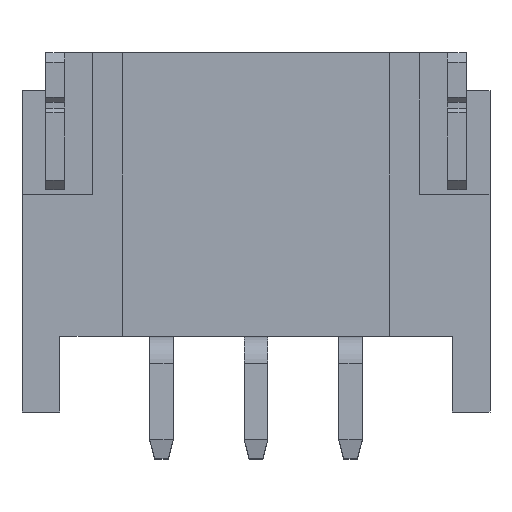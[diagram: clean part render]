
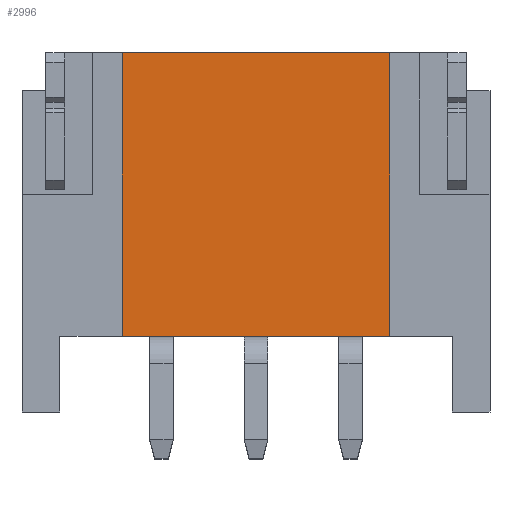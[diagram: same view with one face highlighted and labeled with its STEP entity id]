
A CAD part, front view. The second image highlights one B-rep face of the part: STEP entity #2996.
In plain terms, the highlighted planar face has unit normal (0, -1, 0).
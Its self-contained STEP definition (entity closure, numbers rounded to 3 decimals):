
#2677=VERTEX_POINT('NONE',#2678);
#2678=CARTESIAN_POINT('',(2.825,0.09,-6.0));
#2684=EDGE_CURVE('NONE',#2677,#2685,#2687,.T.);
#2685=VERTEX_POINT('NONE',#2686);
#2686=CARTESIAN_POINT('',(-2.825,0.09,-6.0));
#2687=LINE('',#2688,#2689);
#2688=CARTESIAN_POINT('',(-4.95,0.09,-6.0));
#2689=VECTOR('',#2690,1.0);
#2690=DIRECTION('',(-1.0,0.,0.));
#2800=EDGE_CURVE('NONE',#2685,#2801,#2803,.T.);
#2801=VERTEX_POINT('NONE',#2802);
#2802=CARTESIAN_POINT('',(-2.825,0.09,0.0));
#2803=LINE('',#2804,#2805);
#2804=CARTESIAN_POINT('',(-2.825,0.09,-8.6));
#2805=VECTOR('',#2806,1.0);
#2806=DIRECTION('',(0.0,0.0,1.0));
#2898=EDGE_CURVE('NONE',#2801,#2899,#2901,.F.);
#2899=VERTEX_POINT('NONE',#2900);
#2900=CARTESIAN_POINT('',(2.825,0.09,0.0));
#2901=LINE('',#2902,#2903);
#2902=CARTESIAN_POINT('',(-2.825,0.09,0.0));
#2903=VECTOR('',#2904,1.0);
#2904=DIRECTION('',(-1.0,0.,0.0));
#2996=ADVANCED_FACE('NONE',(#2997),#3008,.F.);
#2997=FACE_BOUND('NONE',#2998,.T.);
#2998=EDGE_LOOP('',(#2999,#3000,#3006,#3007));
#2999=ORIENTED_EDGE('',*,*,#2684,.F.);
#3000=ORIENTED_EDGE('',*,*,#3001,.T.);
#3001=EDGE_CURVE('NONE',#2677,#2899,#3002,.T.);
#3002=LINE('',#3003,#3004);
#3003=CARTESIAN_POINT('',(2.825,0.09,-8.6));
#3004=VECTOR('',#3005,1.0);
#3005=DIRECTION('',(0.0,0.0,1.0));
#3006=ORIENTED_EDGE('',*,*,#2898,.F.);
#3007=ORIENTED_EDGE('',*,*,#2800,.F.);
#3008=PLANE('',#3009);
#3009=AXIS2_PLACEMENT_3D('',#3010,#3011,#3012);
#3010=CARTESIAN_POINT('',(-2.825,0.09,-8.6));
#3011=DIRECTION('',(0.,1.0,0.));
#3012=DIRECTION('',(1.0,0.,0.));
